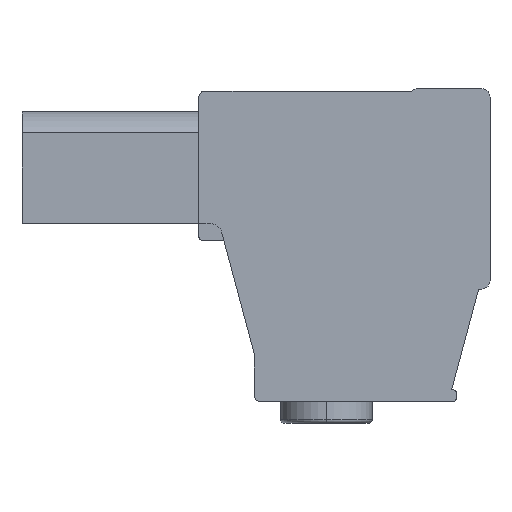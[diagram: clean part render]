
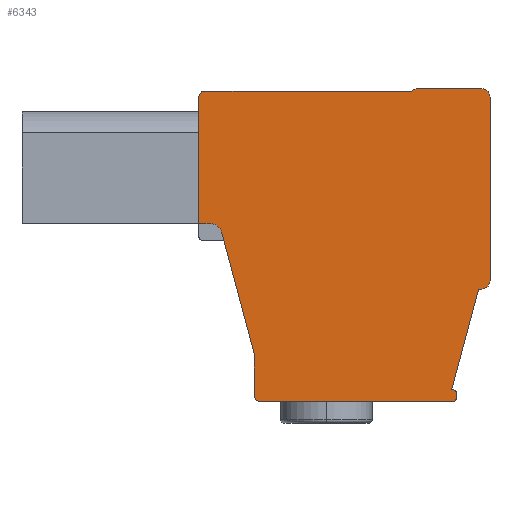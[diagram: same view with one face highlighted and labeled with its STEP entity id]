
A CAD part, front view. The second image highlights one B-rep face of the part: STEP entity #6343.
In plain terms, the highlighted planar face has unit normal (0, -1, 0).
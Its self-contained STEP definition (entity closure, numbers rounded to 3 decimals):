
#93=DIRECTION('',(0.,0.,1.));
#94=VECTOR('',#93,15.25);
#95=CARTESIAN_POINT('',(24.2,-60.8,-9.45));
#96=LINE('',#95,#94);
#201=CARTESIAN_POINT('',(23.5,-60.8,-9.45));
#202=DIRECTION('',(0.,1.,0.));
#203=DIRECTION('',(1.,0.,0.));
#204=AXIS2_PLACEMENT_3D('',#201,#202,#203);
#206=DIRECTION('',(-1.,0.,0.));
#207=VECTOR('',#206,0.25);
#208=CARTESIAN_POINT('',(23.5,-60.8,-10.15));
#209=LINE('',#208,#207);
#210=DIRECTION('',(-0.259,0.,-0.966));
#211=VECTOR('',#210,8.645);
#212=CARTESIAN_POINT('',(23.25,-60.8,-10.15));
#213=LINE('',#212,#211);
#214=DIRECTION('',(1.,0.,0.));
#215=VECTOR('',#214,0.087);
#216=CARTESIAN_POINT('',(21.013,-60.8,-18.5));
#217=LINE('',#216,#215);
#218=CARTESIAN_POINT('',(21.1,-60.8,-18.8));
#219=DIRECTION('',(0.,1.,0.));
#220=DIRECTION('',(0.,0.,1.));
#221=AXIS2_PLACEMENT_3D('',#218,#219,#220);
#223=DIRECTION('',(0.,0.,-1.));
#224=VECTOR('',#223,0.4);
#225=CARTESIAN_POINT('',(21.4,-60.8,-18.8));
#226=LINE('',#225,#224);
#227=CARTESIAN_POINT('',(21.1,-60.8,-19.2));
#228=DIRECTION('',(0.,1.,0.));
#229=DIRECTION('',(1.,0.,0.));
#230=AXIS2_PLACEMENT_3D('',#227,#228,#229);
#232=DIRECTION('',(-1.,0.,0.));
#233=VECTOR('',#232,16.);
#234=CARTESIAN_POINT('',(21.1,-60.8,-19.5));
#235=LINE('',#234,#233);
#236=CARTESIAN_POINT('',(5.1,-60.8,-19.));
#237=DIRECTION('',(0.,1.,0.));
#238=DIRECTION('',(0.,0.,-1.));
#239=AXIS2_PLACEMENT_3D('',#236,#237,#238);
#241=DIRECTION('',(0.,0.,1.));
#242=VECTOR('',#241,3.478);
#243=CARTESIAN_POINT('',(4.6,-60.8,-19.));
#244=LINE('',#243,#242);
#245=DIRECTION('',(-0.259,0.,0.966));
#246=VECTOR('',#245,10.436);
#247=CARTESIAN_POINT('',(4.6,-60.8,-15.522));
#248=LINE('',#247,#246);
#249=CARTESIAN_POINT('',(0.933,-60.8,-5.7));
#250=DIRECTION('',(0.,-1.,0.));
#251=DIRECTION('',(0.966,0.,0.259));
#252=AXIS2_PLACEMENT_3D('',#249,#250,#251);
#254=DIRECTION('',(-1.,0.,0.));
#255=VECTOR('',#254,0.933);
#256=CARTESIAN_POINT('',(0.933,-60.8,-4.7));
#257=LINE('',#256,#255);
#258=CARTESIAN_POINT('',(0.5,-60.8,5.8));
#259=DIRECTION('',(0.,1.,0.));
#260=DIRECTION('',(-1.,0.,0.));
#261=AXIS2_PLACEMENT_3D('',#258,#259,#260);
#263=DIRECTION('',(1.,0.,0.));
#264=VECTOR('',#263,17.204);
#265=CARTESIAN_POINT('',(0.5,-60.8,6.3));
#266=LINE('',#265,#264);
#267=DIRECTION('',(0.866,0.,0.5));
#268=VECTOR('',#267,0.4);
#269=CARTESIAN_POINT('',(17.704,-60.8,6.3));
#270=LINE('',#269,#268);
#271=DIRECTION('',(1.,0.,0.));
#272=VECTOR('',#271,5.45);
#273=CARTESIAN_POINT('',(18.05,-60.8,6.5));
#274=LINE('',#273,#272);
#275=CARTESIAN_POINT('',(23.5,-60.8,5.8));
#276=DIRECTION('',(0.,1.,0.));
#277=DIRECTION('',(0.,0.,1.));
#278=AXIS2_PLACEMENT_3D('',#275,#276,#277);
#543=DIRECTION('',(0.,0.,-1.));
#544=VECTOR('',#543,10.5);
#545=CARTESIAN_POINT('',(0.,-60.8,5.8));
#546=LINE('',#545,#544);
#4890=CARTESIAN_POINT('',(24.2,-60.8,-9.45));
#4891=CARTESIAN_POINT('',(23.5,-60.8,-10.15));
#4892=VERTEX_POINT('',#4890);
#4893=VERTEX_POINT('',#4891);
#4894=CARTESIAN_POINT('',(23.25,-60.8,-10.15));
#4895=VERTEX_POINT('',#4894);
#4896=CARTESIAN_POINT('',(21.013,-60.8,-18.5));
#4897=VERTEX_POINT('',#4896);
#4898=CARTESIAN_POINT('',(21.1,-60.8,-18.5));
#4899=VERTEX_POINT('',#4898);
#4900=CARTESIAN_POINT('',(21.4,-60.8,-18.8));
#4901=VERTEX_POINT('',#4900);
#4902=CARTESIAN_POINT('',(21.4,-60.8,-19.2));
#4903=VERTEX_POINT('',#4902);
#4904=CARTESIAN_POINT('',(21.1,-60.8,-19.5));
#4905=VERTEX_POINT('',#4904);
#4906=CARTESIAN_POINT('',(5.1,-60.8,-19.5));
#4907=VERTEX_POINT('',#4906);
#4908=CARTESIAN_POINT('',(4.6,-60.8,-19.));
#4909=VERTEX_POINT('',#4908);
#4910=CARTESIAN_POINT('',(4.6,-60.8,-15.522));
#4911=VERTEX_POINT('',#4910);
#4912=CARTESIAN_POINT('',(1.899,-60.8,-5.441));
#4913=VERTEX_POINT('',#4912);
#4914=CARTESIAN_POINT('',(0.933,-60.8,-4.7));
#4915=VERTEX_POINT('',#4914);
#4916=CARTESIAN_POINT('',(0.,-60.8,5.8));
#4917=CARTESIAN_POINT('',(0.5,-60.8,6.3));
#4918=VERTEX_POINT('',#4916);
#4919=VERTEX_POINT('',#4917);
#4920=CARTESIAN_POINT('',(17.704,-60.8,6.3));
#4921=VERTEX_POINT('',#4920);
#4922=CARTESIAN_POINT('',(18.05,-60.8,6.5));
#4923=VERTEX_POINT('',#4922);
#4924=CARTESIAN_POINT('',(23.5,-60.8,6.5));
#4925=VERTEX_POINT('',#4924);
#4926=CARTESIAN_POINT('',(24.2,-60.8,5.8));
#4927=VERTEX_POINT('',#4926);
#4970=CARTESIAN_POINT('',(0.,-60.8,-4.7));
#4971=VERTEX_POINT('',#4970);
#6297=CARTESIAN_POINT('',(0.,-60.8,0.));
#6298=DIRECTION('',(0.,1.,0.));
#6299=DIRECTION('',(1.,0.,0.));
#6300=AXIS2_PLACEMENT_3D('',#6297,#6298,#6299);
#6301=PLANE('',#6300);
#6302=ORIENTED_EDGE('',*,*,#6227,.F.);
#6304=ORIENTED_EDGE('',*,*,#6303,.T.);
#6306=ORIENTED_EDGE('',*,*,#6305,.T.);
#6308=ORIENTED_EDGE('',*,*,#6307,.T.);
#6310=ORIENTED_EDGE('',*,*,#6309,.T.);
#6312=ORIENTED_EDGE('',*,*,#6311,.T.);
#6314=ORIENTED_EDGE('',*,*,#6313,.T.);
#6316=ORIENTED_EDGE('',*,*,#6315,.T.);
#6318=ORIENTED_EDGE('',*,*,#6317,.T.);
#6320=ORIENTED_EDGE('',*,*,#6319,.T.);
#6322=ORIENTED_EDGE('',*,*,#6321,.T.);
#6324=ORIENTED_EDGE('',*,*,#6323,.T.);
#6326=ORIENTED_EDGE('',*,*,#6325,.T.);
#6328=ORIENTED_EDGE('',*,*,#6327,.T.);
#6330=ORIENTED_EDGE('',*,*,#6329,.F.);
#6332=ORIENTED_EDGE('',*,*,#6331,.T.);
#6334=ORIENTED_EDGE('',*,*,#6333,.T.);
#6336=ORIENTED_EDGE('',*,*,#6335,.T.);
#6338=ORIENTED_EDGE('',*,*,#6337,.T.);
#6340=ORIENTED_EDGE('',*,*,#6339,.T.);
#6341=EDGE_LOOP('',(#6302,#6304,#6306,#6308,#6310,#6312,#6314,#6316,#6318,#6320,
#6322,#6324,#6326,#6328,#6330,#6332,#6334,#6336,#6338,#6340));
#6342=FACE_OUTER_BOUND('',#6341,.F.);
#205=CIRCLE('',#204,0.7);
#222=CIRCLE('',#221,0.3);
#231=CIRCLE('',#230,0.3);
#240=CIRCLE('',#239,0.5);
#253=CIRCLE('',#252,1.);
#262=CIRCLE('',#261,0.5);
#279=CIRCLE('',#278,0.7);
#6227=EDGE_CURVE('',#4892,#4927,#96,.T.);
#6303=EDGE_CURVE('',#4892,#4893,#205,.T.);
#6305=EDGE_CURVE('',#4893,#4895,#209,.T.);
#6307=EDGE_CURVE('',#4895,#4897,#213,.T.);
#6309=EDGE_CURVE('',#4897,#4899,#217,.T.);
#6311=EDGE_CURVE('',#4899,#4901,#222,.T.);
#6313=EDGE_CURVE('',#4901,#4903,#226,.T.);
#6315=EDGE_CURVE('',#4903,#4905,#231,.T.);
#6317=EDGE_CURVE('',#4905,#4907,#235,.T.);
#6319=EDGE_CURVE('',#4907,#4909,#240,.T.);
#6321=EDGE_CURVE('',#4909,#4911,#244,.T.);
#6323=EDGE_CURVE('',#4911,#4913,#248,.T.);
#6325=EDGE_CURVE('',#4913,#4915,#253,.T.);
#6327=EDGE_CURVE('',#4915,#4971,#257,.T.);
#6329=EDGE_CURVE('',#4918,#4971,#546,.T.);
#6331=EDGE_CURVE('',#4918,#4919,#262,.T.);
#6333=EDGE_CURVE('',#4919,#4921,#266,.T.);
#6335=EDGE_CURVE('',#4921,#4923,#270,.T.);
#6337=EDGE_CURVE('',#4923,#4925,#274,.T.);
#6339=EDGE_CURVE('',#4925,#4927,#279,.T.);
#6343=ADVANCED_FACE('',(#6342),#6301,.F.);
